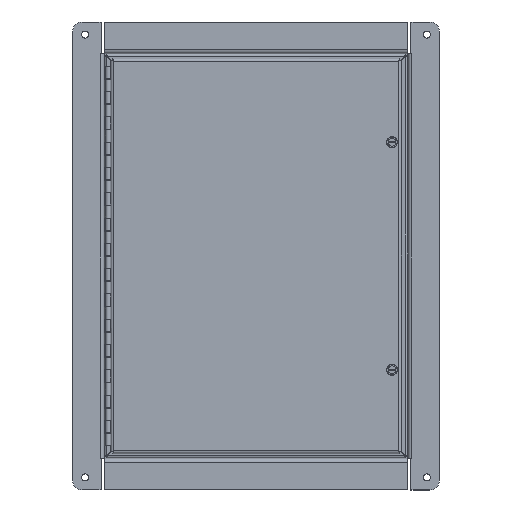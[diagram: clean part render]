
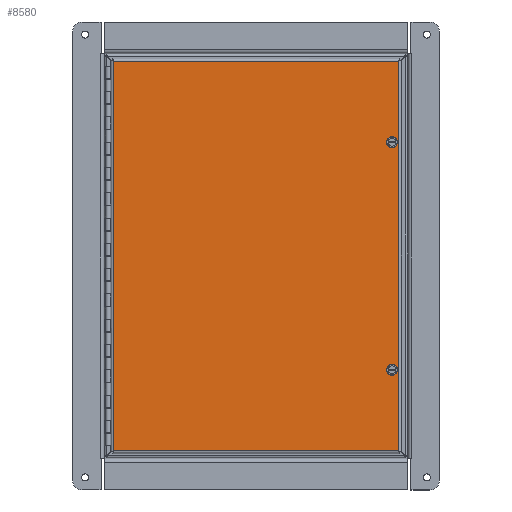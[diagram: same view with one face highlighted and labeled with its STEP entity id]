
A CAD part, top view. The second image highlights one B-rep face of the part: STEP entity #8580.
In plain terms, the highlighted planar face has unit normal (0, 0, 1).
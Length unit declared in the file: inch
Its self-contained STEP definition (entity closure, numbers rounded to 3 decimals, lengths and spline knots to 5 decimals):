
#147=FACE_BOUND('',#1659,.T.);
#148=FACE_BOUND('',#1660,.T.);
#357=CIRCLE('',#9064,0.1405);
#359=CIRCLE('',#9067,0.1405);
#795=PLANE('',#9097);
#1165=FACE_OUTER_BOUND('',#1658,.T.);
#1658=EDGE_LOOP('',(#6375,#6376,#6377,#6378));
#1659=EDGE_LOOP('',(#6379));
#1660=EDGE_LOOP('',(#6380));
#2370=LINE('',#13696,#3140);
#2386=LINE('',#13798,#3156);
#2401=LINE('',#13898,#3171);
#2416=LINE('',#13997,#3186);
#3140=VECTOR('',#10266,11.2895);
#3156=VECTOR('',#10296,15.4145);
#3171=VECTOR('',#10325,11.2895);
#3186=VECTOR('',#10354,15.4145);
#3854=VERTEX_POINT('',#13676);
#3856=VERTEX_POINT('',#13681);
#3859=VERTEX_POINT('',#13687);
#3860=VERTEX_POINT('',#13695);
#3871=VERTEX_POINT('',#13797);
#3881=VERTEX_POINT('',#13897);
#4744=EDGE_CURVE('',#3854,#3854,#357,.T.);
#4746=EDGE_CURVE('',#3856,#3856,#359,.T.);
#4749=EDGE_CURVE('',#3860,#3859,#2370,.T.);
#4769=EDGE_CURVE('',#3871,#3860,#2386,.T.);
#4788=EDGE_CURVE('',#3881,#3871,#2401,.T.);
#4807=EDGE_CURVE('',#3859,#3881,#2416,.T.);
#6375=ORIENTED_EDGE('',*,*,#4749,.T.);
#6376=ORIENTED_EDGE('',*,*,#4807,.T.);
#6377=ORIENTED_EDGE('',*,*,#4788,.T.);
#6378=ORIENTED_EDGE('',*,*,#4769,.T.);
#6379=ORIENTED_EDGE('',*,*,#4744,.T.);
#6380=ORIENTED_EDGE('',*,*,#4746,.T.);
#8580=ADVANCED_FACE('',(#1165,#147,#148),#795,.T.);
#9064=AXIS2_PLACEMENT_3D('',#13677,#10255,#10256);
#9067=AXIS2_PLACEMENT_3D('',#13682,#10261,#10262);
#9097=AXIS2_PLACEMENT_3D('',#14084,#10381,#10382);
#10255=DIRECTION('center_axis',(0.,0.,-1.));
#10256=DIRECTION('ref_axis',(-1.,0.,0.));
#10261=DIRECTION('center_axis',(0.,0.,-1.));
#10262=DIRECTION('ref_axis',(-1.,0.,0.));
#10266=DIRECTION('',(-1.,0.,0.));
#10296=DIRECTION('',(0.,1.,0.));
#10325=DIRECTION('',(1.,0.,0.));
#10354=DIRECTION('',(0.,-1.,0.));
#10381=DIRECTION('center_axis',(0.,0.,1.));
#10382=DIRECTION('ref_axis',(1.,0.,0.));
#13676=CARTESIAN_POINT('',(5.5155,-4.5,0.074));
#13677=CARTESIAN_POINT('Origin',(5.375,-4.5,0.074));
#13681=CARTESIAN_POINT('',(5.5155,4.5,0.074));
#13682=CARTESIAN_POINT('Origin',(5.375,4.5,0.074));
#13687=CARTESIAN_POINT('',(-5.64475,7.70725,0.074));
#13695=CARTESIAN_POINT('',(5.64475,7.70725,0.074));
#13696=CARTESIAN_POINT('',(2.82238,7.70725,0.074));
#13797=CARTESIAN_POINT('',(5.64475,-7.70725,0.074));
#13798=CARTESIAN_POINT('',(5.64475,-3.85363,0.074));
#13897=CARTESIAN_POINT('',(-5.64475,-7.70725,0.074));
#13898=CARTESIAN_POINT('',(-2.82238,-7.70725,0.074));
#13997=CARTESIAN_POINT('',(-5.64475,3.85363,0.074));
#14084=CARTESIAN_POINT('Origin',(0.,0.,
0.074));
